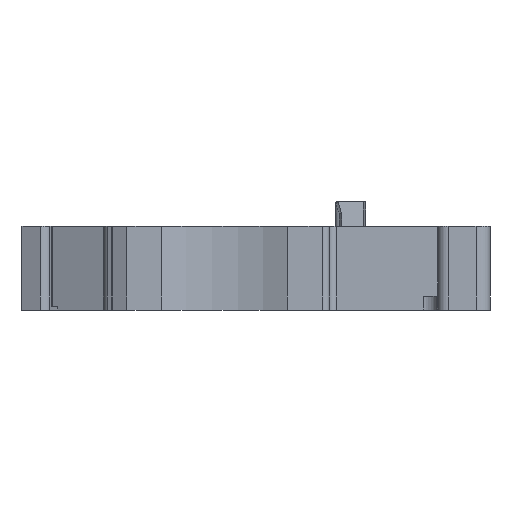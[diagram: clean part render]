
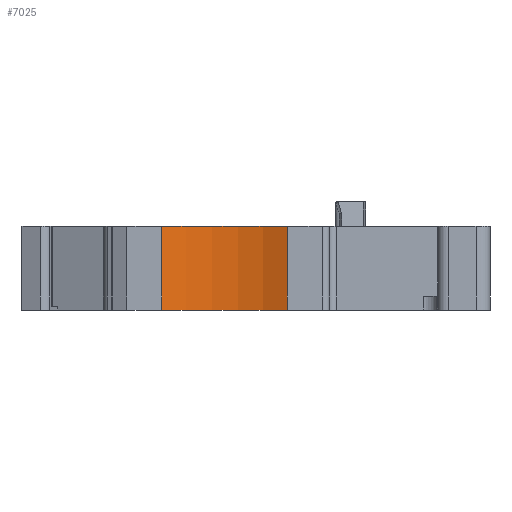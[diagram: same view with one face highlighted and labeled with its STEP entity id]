
A CAD part, left-side view. The second image highlights one B-rep face of the part: STEP entity #7025.
In plain terms, the highlighted cylindrical face has radius 10.754 mm (diameter 21.507 mm), a partial arc.
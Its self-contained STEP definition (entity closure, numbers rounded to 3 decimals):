
#58=CYLINDRICAL_SURFACE('',#7392,10.754);
#191=CIRCLE('',#7298,10.754);
#245=CIRCLE('',#7393,10.754);
#715=ORIENTED_EDGE('',*,*,#1985,.F.);
#716=ORIENTED_EDGE('',*,*,#2185,.F.);
#717=ORIENTED_EDGE('',*,*,#2186,.T.);
#718=ORIENTED_EDGE('',*,*,#2187,.T.);
#1985=EDGE_CURVE('',#2735,#2736,#191,.T.);
#2185=EDGE_CURVE('',#2900,#2735,#3362,.T.);
#2186=EDGE_CURVE('',#2900,#2901,#245,.T.);
#2187=EDGE_CURVE('',#2901,#2736,#3363,.T.);
#2735=VERTEX_POINT('',#9640);
#2736=VERTEX_POINT('',#9642);
#2900=VERTEX_POINT('',#10160);
#2901=VERTEX_POINT('',#10164);
#3362=LINE('',#10161,#3917);
#3363=LINE('',#10165,#3918);
#3917=VECTOR('',#8234,1000.);
#3918=VECTOR('',#8239,1000.);
#4294=EDGE_LOOP('',(#715,#716,#717,#718));
#4588=FACE_BOUND('',#4294,.T.);
#7025=ADVANCED_FACE('',(#4588),#58,.F.);
#7298=AXIS2_PLACEMENT_3D('',#9641,#7907,#7908);
#7392=AXIS2_PLACEMENT_3D('',#10162,#8235,#8236);
#7393=AXIS2_PLACEMENT_3D('',#10163,#8237,#8238);
#7907=DIRECTION('',(0.,0.,1.));
#7908=DIRECTION('',(-1.,0.,0.));
#8234=DIRECTION('',(0.,0.,-1.));
#8235=DIRECTION('',(0.,0.,-1.));
#8236=DIRECTION('',(-1.,0.,0.));
#8237=DIRECTION('',(0.,0.,1.));
#8238=DIRECTION('',(-1.,0.,0.));
#8239=DIRECTION('',(0.,0.,-1.));
#9640=CARTESIAN_POINT('',(-29.857,-2.277,0.));
#9641=CARTESIAN_POINT('',(-39.598,2.277,0.));
#9642=CARTESIAN_POINT('',(-29.857,6.832,0.));
#10160=CARTESIAN_POINT('',(-29.857,-2.277,6.073));
#10161=CARTESIAN_POINT('',(-29.857,-2.277,6.073));
#10162=CARTESIAN_POINT('',(-39.598,2.277,6.073));
#10163=CARTESIAN_POINT('',(-39.598,2.277,6.073));
#10164=CARTESIAN_POINT('',(-29.857,6.832,6.073));
#10165=CARTESIAN_POINT('',(-29.857,6.832,6.073));
